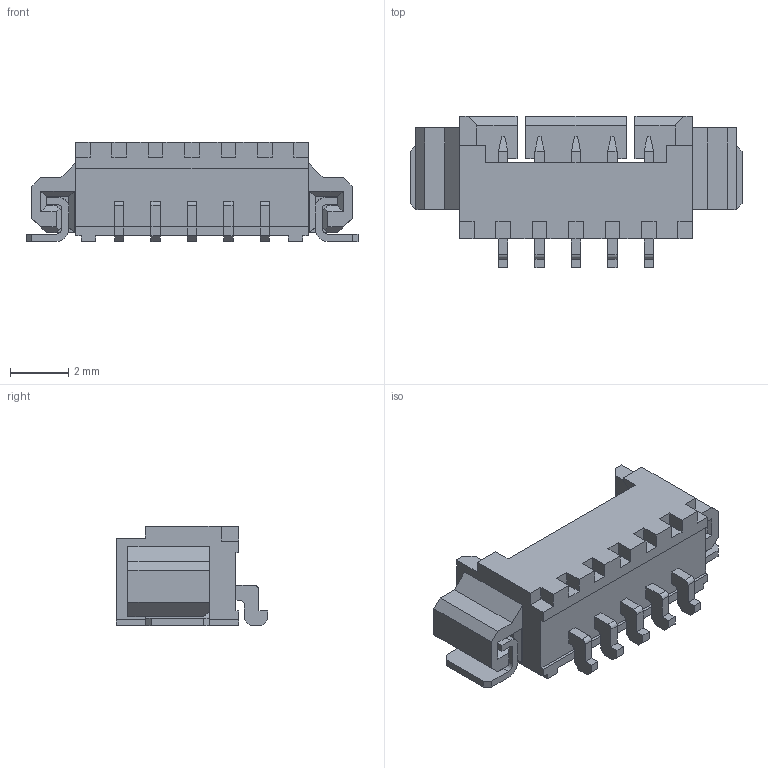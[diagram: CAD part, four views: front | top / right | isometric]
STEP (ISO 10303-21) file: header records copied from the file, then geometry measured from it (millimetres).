
FILE_DESCRIPTION((''),'2;1');
FILE_NAME('532610571','2016-09-27T',('rlalsangi'),(''),'PRO/ENGINEER BY PARAMETRIC TECHNOLOGY CORPORATION, 2012310','PRO/ENGINEER BY PARAMETRIC TECHNOLOGY CORPORATION, 2012310','');
FILE_SCHEMA(('CONFIG_CONTROL_DESIGN'));
Length unit declared in the file: millimetre
Products named in the file (1): 532610571
Bounding box: 11.4 x 5.2 x 3.4 mm (x, y, z)
Volume: 69.2 mm3; surface area: 277.3 mm2
Topology: 1 solids, 1 shells, 286 faces, 837 edges, 564 vertices
Faces by surface type: plane 268, cylinder 18
Entity records: 9273 total; most frequent: CARTESIAN_POINT 1652, ORIENTED_EDGE 1604, DIRECTION 1445, EDGE_CURVE 802, VECTOR 799, LINE 799, VERTEX_POINT 522, AXIS2_PLACEMENT_3D 323
